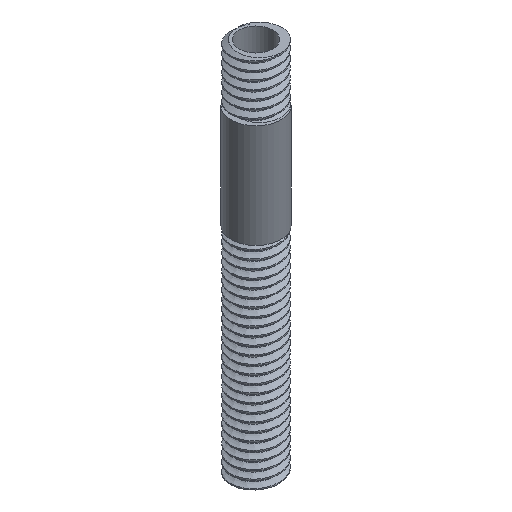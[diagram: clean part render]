
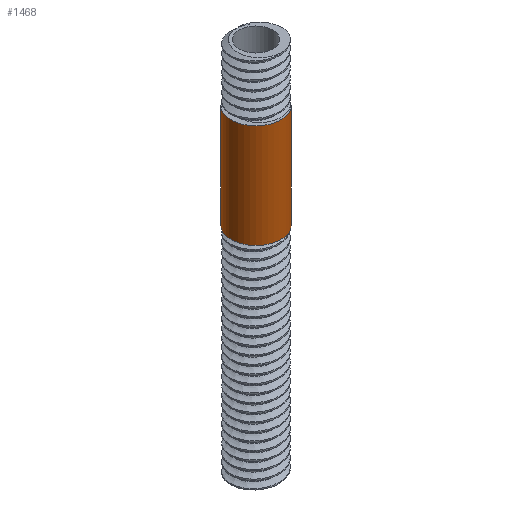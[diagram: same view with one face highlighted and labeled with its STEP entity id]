
A CAD part, isometric view. The second image highlights one B-rep face of the part: STEP entity #1468.
In plain terms, the highlighted cylindrical face has radius 1.5 mm (diameter 3 mm), a full revolution.
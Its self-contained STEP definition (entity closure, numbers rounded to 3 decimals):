
#100=FACE_OUTER_BOUND('',#183,.T.);
#183=EDGE_LOOP('',(#1191,#1192,#1193,#1194));
#196=CIRCLE('',#1561,1.5);
#199=CIRCLE('',#1566,1.5);
#417=LINE('',#5141,#485);
#485=VECTOR('',#1812,1.35);
#627=VERTEX_POINT('',#4206);
#634=VERTEX_POINT('',#5133);
#841=EDGE_CURVE('',#627,#627,#196,.T.);
#854=EDGE_CURVE('',#634,#634,#199,.T.);
#857=EDGE_CURVE('',#634,#627,#417,.T.);
#1191=ORIENTED_EDGE('',*,*,#854,.F.);
#1192=ORIENTED_EDGE('',*,*,#857,.T.);
#1193=ORIENTED_EDGE('',*,*,#841,.T.);
#1194=ORIENTED_EDGE('',*,*,#857,.F.);
#1391=CYLINDRICAL_SURFACE('',#1571,1.5);
#1468=ADVANCED_FACE('',(#100),#1391,.T.);
#1561=AXIS2_PLACEMENT_3D('',#4207,#1790,#1791);
#1566=AXIS2_PLACEMENT_3D('',#5134,#1800,#1801);
#1571=AXIS2_PLACEMENT_3D('',#5140,#1810,#1811);
#1790=DIRECTION('center_axis',(0.,0.,
1.));
#1791=DIRECTION('ref_axis',(0.819,0.574,0.));
#1800=DIRECTION('center_axis',(0.,0.,
1.));
#1801=DIRECTION('ref_axis',(0.819,0.574,0.));
#1810=DIRECTION('center_axis',(0.,0.,
1.));
#1811=DIRECTION('ref_axis',(0.819,0.574,0.));
#1812=DIRECTION('',(0.,0.,-1.));
#4206=CARTESIAN_POINT('',(18.068,-7.117,38.05));
#4207=CARTESIAN_POINT('Origin',(19.297,-6.257,38.05));
#5133=CARTESIAN_POINT('',(18.068,-7.117,44.3));
#5134=CARTESIAN_POINT('Origin',(19.297,-6.257,44.3));
#5140=CARTESIAN_POINT('Origin',(19.297,-6.257,41.55));
#5141=CARTESIAN_POINT('',(18.068,-7.117,41.55));
